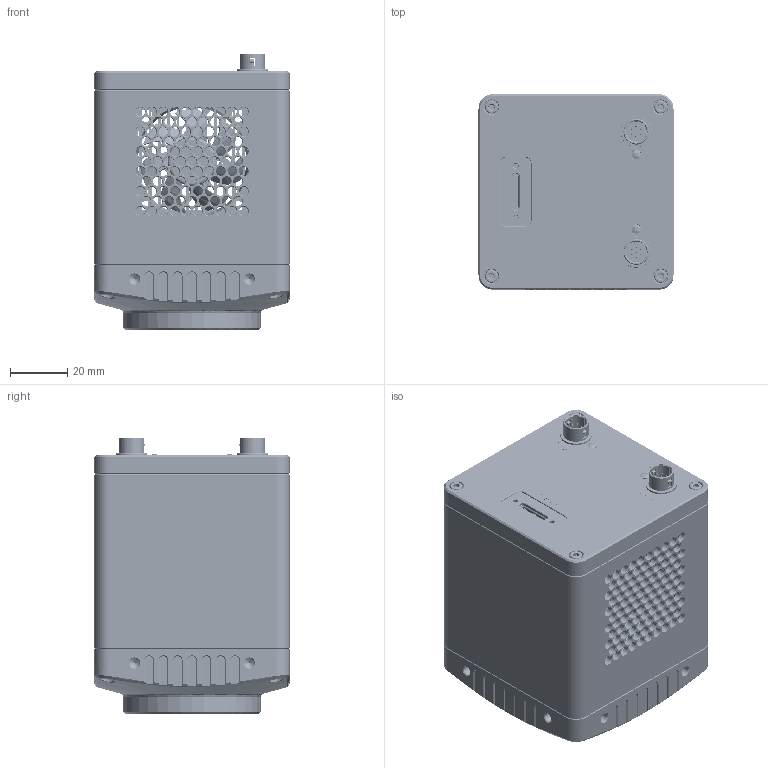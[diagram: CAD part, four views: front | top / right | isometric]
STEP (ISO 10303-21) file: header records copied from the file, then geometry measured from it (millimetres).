
FILE_DESCRIPTION (( 'STEP AP203' ), '1' );
FILE_NAME ('690132.STEP', '2024-08-15T01:22:07', ( 'Windows User' ), ( 'P R C' ), 'SwSTEP 2.0', 'SolidWorks 2020', '' );
FILE_SCHEMA (( 'CONFIG_CONTROL_DESIGN' ));
Products named in the file (1): 690132
Bounding box: 68 x 68 x 96.5 mm (x, y, z)
Surface area: 138239.4 mm2 (no closed solid volume)
Topology: 0 solids, 24 shells, 2805 faces, 7551 edges, 4895 vertices
Faces by surface type: plane 1041, cylinder 899, bspline 444, cone 417, torus 4
Full cylindrical faces by diameter (mm): 0.46 x28, 0.55 x26, 0.7 x28, 1 x43, 1.2 x13, 1.6 x4, 2 x6, 2.2 x15, 2.3 x8, 2.5 x8, 2.7 x8, 3 x2, 3.2 x210, 3.3 x10, 3.6 x2, 3.7 x4, 4 x8, 4.4 x12, 5 x8, 5.6 x2, 5.8 x2, 7.7 x2, 7.9 x2, 8.8 x2, 10.9 x2, 17 x1, 20 x1, 24.4 x1, 25.4 x2, 26.4 x1
Entity records: 110509 total; most frequent: CARTESIAN_POINT 48187, ORIENTED_EDGE 13066, DIRECTION 10442, EDGE_CURVE 6554, VERTEX_POINT 4721, EDGE_LOOP 4424, AXIS2_PLACEMENT_3D 3845, FACE_OUTER_BOUND 3288
